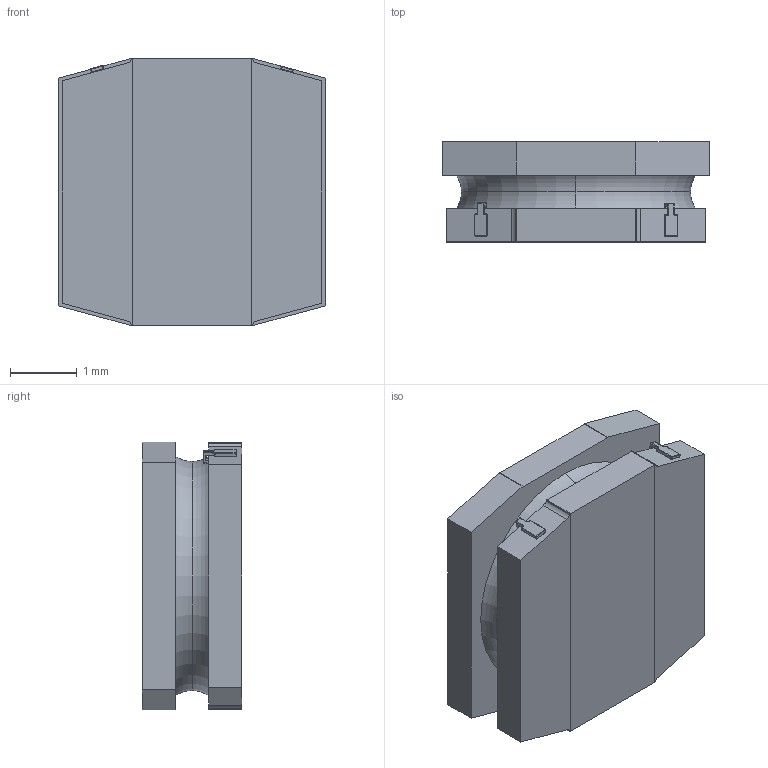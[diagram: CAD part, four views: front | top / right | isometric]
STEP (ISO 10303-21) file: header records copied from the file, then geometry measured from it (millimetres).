
FILE_DESCRIPTION (( 'STEP AP214' ), '1' );
FILE_NAME ('VLS4015CX-100M-H.STEP', '2022-08-08T08:38:44', ( '' ), ( '' ), 'SwSTEP 2.0', 'SolidWorks 2018', '' );
FILE_SCHEMA (( 'AUTOMOTIVE_DESIGN' ));
Length unit declared in the file: millimetre
Products named in the file (1): VLS4015CX-100M-H
Bounding box: 4 x 1.5 x 4.02 mm (x, y, z)
Volume: 19.9 mm3; surface area: 61.4 mm2
Topology: 3 solids, 3 shells, 173 faces, 410 edges, 236 vertices
Faces by surface type: cylinder 72, plane 65, torus 28, sphere 8
Entity records: 6754 total; most frequent: DIRECTION 874, CARTESIAN_POINT 861, ORIENTED_EDGE 800, EDGE_CURVE 400, AXIS2_PLACEMENT_3D 317, VECTOR 240, LINE 240, VERTEX_POINT 236
